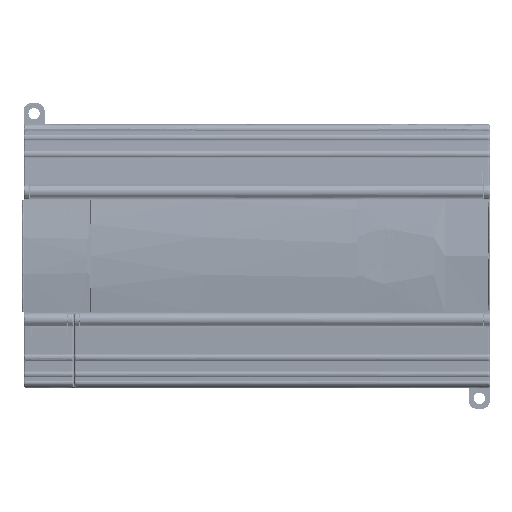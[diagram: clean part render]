
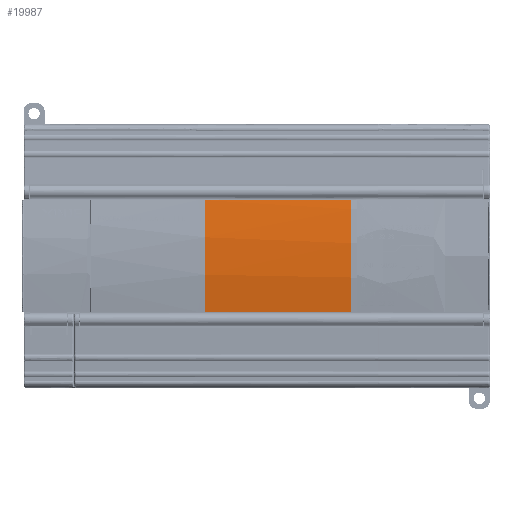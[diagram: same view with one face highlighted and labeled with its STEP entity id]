
A CAD part, front view. The second image highlights one B-rep face of the part: STEP entity #19987.
In plain terms, the highlighted cylindrical face has radius 128.002 mm (diameter 256.003 mm), a partial arc.
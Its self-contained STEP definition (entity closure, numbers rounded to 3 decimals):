
#10560=(
BOUNDED_CURVE()
B_SPLINE_CURVE(3,(#281329,#281330,#281331,#281332),.UNSPECIFIED.,.F.,.F.)
B_SPLINE_CURVE_WITH_KNOTS((4,4),(-12.768,-9.241),
 .UNSPECIFIED.)
CURVE()
GEOMETRIC_REPRESENTATION_ITEM()
RATIONAL_B_SPLINE_CURVE((1.,1.,1.,1.))
REPRESENTATION_ITEM('')
);
#10564=(
BOUNDED_CURVE()
B_SPLINE_CURVE(3,(#281341,#281342,#281343,#281344,#281345,#281346,#281347),
 .UNSPECIFIED.,.F.,.F.)
B_SPLINE_CURVE_WITH_KNOTS((4,3,4),(-51.887,-31.836,
-12.768),.UNSPECIFIED.)
CURVE()
GEOMETRIC_REPRESENTATION_ITEM()
RATIONAL_B_SPLINE_CURVE((1.,1.,1.,1.,
1.,1.,1.))
REPRESENTATION_ITEM('')
);
#11672=CYLINDRICAL_SURFACE('',#152676,128.002);
#19987=ADVANCED_FACE('',(#28166),#11672,.T.);
#28166=FACE_OUTER_BOUND('',#37038,.T.);
#37038=EDGE_LOOP('',(#81687,#81688,#81689,#81690,#81691));
#81687=ORIENTED_EDGE('',*,*,#105763,.T.);
#81688=ORIENTED_EDGE('',*,*,#105759,.T.);
#81689=ORIENTED_EDGE('',*,*,#105756,.F.);
#81690=ORIENTED_EDGE('',*,*,#104152,.F.);
#81691=ORIENTED_EDGE('',*,*,#105757,.F.);
#104152=EDGE_CURVE('',#136079,#136081,#125383,.T.);
#105756=EDGE_CURVE('',#136081,#136082,#126735,.T.);
#105757=EDGE_CURVE('',#136078,#136079,#126736,.T.);
#105759=EDGE_CURVE('',#143128,#136082,#10560,.T.);
#105763=EDGE_CURVE('',#136078,#143128,#10564,.T.);
#125383=B_SPLINE_CURVE_WITH_KNOTS('',3,(#273955,#273956,#273957,#273958,
#273959,#273960,#273961),.UNSPECIFIED.,.F.,.F.,(4,3,4),(0.,21.342,
42.684),.UNSPECIFIED.);
#126735=B_SPLINE_CURVE_WITH_KNOTS('',1,(#281313,#281314),.UNSPECIFIED.,
 .F.,.F.,(2,2),(-55.639,0.),.UNSPECIFIED.);
#126736=B_SPLINE_CURVE_WITH_KNOTS('',1,(#281315,#281316),.UNSPECIFIED.,
 .F.,.F.,(2,2),(-55.638,0.),.UNSPECIFIED.);
#136078=VERTEX_POINT('',#216728);
#136079=VERTEX_POINT('',#216729);
#136081=VERTEX_POINT('',#216731);
#136082=VERTEX_POINT('',#216732);
#143128=VERTEX_POINT('',#223778);
#152676=AXIS2_PLACEMENT_3D('',#209127,#160021,$);
#160021=DIRECTION('',(-1.,0.,0.));
#209127=CARTESIAN_POINT('',(-197.849,33.744,-0.574));
#216728=CARTESIAN_POINT('',(-170.014,-92.485,-21.794));
#216729=CARTESIAN_POINT('',(-225.652,-92.49,-21.792));
#216731=CARTESIAN_POINT('',(-225.653,-92.489,20.647));
#216732=CARTESIAN_POINT('',(-170.014,-92.485,20.646));
#223778=CARTESIAN_POINT('',(-170.014,-93.022,17.161));
#273955=CARTESIAN_POINT('',(-225.652,-92.49,-21.792));
#273956=CARTESIAN_POINT('',(-225.632,-93.668,-14.784));
#273957=CARTESIAN_POINT('',(-225.621,-94.256,-7.678));
#273958=CARTESIAN_POINT('',(-225.621,-94.256,-0.573));
#273959=CARTESIAN_POINT('',(-225.622,-94.256,6.533));
#273960=CARTESIAN_POINT('',(-225.632,-93.667,13.639));
#273961=CARTESIAN_POINT('',(-225.653,-92.489,20.647));
#281313=CARTESIAN_POINT('',(-225.653,-92.489,20.647));
#281314=CARTESIAN_POINT('',(-170.014,-92.485,20.646));
#281315=CARTESIAN_POINT('',(-170.014,-92.485,-21.794));
#281316=CARTESIAN_POINT('',(-225.652,-92.49,-21.792));
#281329=CARTESIAN_POINT('',(-170.014,-93.022,17.161));
#281330=CARTESIAN_POINT('',(-170.014,-92.859,18.323));
#281331=CARTESIAN_POINT('',(-170.014,-92.681,19.485));
#281332=CARTESIAN_POINT('',(-170.014,-92.485,20.646));
#281341=CARTESIAN_POINT('',(-170.014,-92.485,-21.794));
#281342=CARTESIAN_POINT('',(-170.014,-93.617,-15.062));
#281343=CARTESIAN_POINT('',(-170.014,-94.185,-8.373));
#281344=CARTESIAN_POINT('',(-170.014,-94.25,-1.847));
#281345=CARTESIAN_POINT('',(-170.014,-94.315,4.68));
#281346=CARTESIAN_POINT('',(-170.014,-93.878,11.044));
#281347=CARTESIAN_POINT('',(-170.014,-93.022,17.161));
